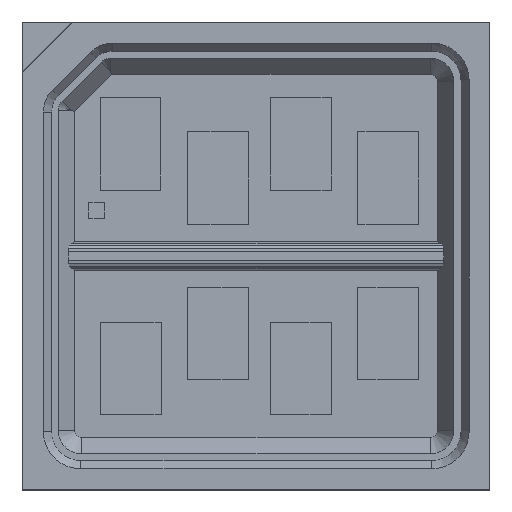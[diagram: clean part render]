
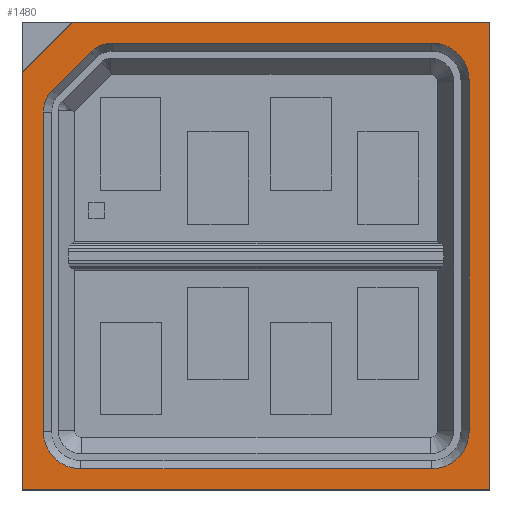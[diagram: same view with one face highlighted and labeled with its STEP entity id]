
A CAD part, top view. The second image highlights one B-rep face of the part: STEP entity #1480.
In plain terms, the highlighted planar face has unit normal (0, 0, 1).
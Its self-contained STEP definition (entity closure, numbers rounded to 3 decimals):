
#1480=ADVANCED_FACE('',(#1827,#1828),#1728,.T.);
#1728=PLANE('',#7788);
#1827=FACE_BOUND('',#2118,.T.);
#1828=FACE_BOUND('',#2119,.T.);
#2118=EDGE_LOOP('',(#5360,#5361,#5362,#5363,#5364));
#2119=EDGE_LOOP('',(#5365,#5366,#5367,#5368,#5369,#5370,#5371,#5372,#5373,
#5374));
#2776=LINE('',#11135,#3556);
#2782=LINE('',#11147,#3562);
#2785=LINE('',#11153,#3565);
#2787=LINE('',#11158,#3567);
#2791=LINE('',#11164,#3571);
#2830=LINE('',#11256,#3610);
#2834=LINE('',#11268,#3614);
#2838=LINE('',#11280,#3618);
#2842=LINE('',#11292,#3622);
#2846=LINE('',#11303,#3626);
#3556=VECTOR('',#9230,1.);
#3562=VECTOR('',#9238,1.);
#3565=VECTOR('',#9243,1.);
#3567=VECTOR('',#9247,1.);
#3571=VECTOR('',#9255,1.);
#3610=VECTOR('',#9334,1.);
#3614=VECTOR('',#9346,1.);
#3618=VECTOR('',#9358,1.);
#3622=VECTOR('',#9370,1.);
#3626=VECTOR('',#9382,1.);
#5360=ORIENTED_EDGE('',*,*,#7010,.T.);
#5361=ORIENTED_EDGE('',*,*,#7001,.F.);
#5362=ORIENTED_EDGE('',*,*,#6995,.F.);
#5363=ORIENTED_EDGE('',*,*,#7004,.F.);
#5364=ORIENTED_EDGE('',*,*,#7006,.F.);
#5365=ORIENTED_EDGE('',*,*,#7053,.T.);
#5366=ORIENTED_EDGE('',*,*,#7080,.T.);
#5367=ORIENTED_EDGE('',*,*,#7077,.T.);
#5368=ORIENTED_EDGE('',*,*,#7074,.T.);
#5369=ORIENTED_EDGE('',*,*,#7071,.T.);
#5370=ORIENTED_EDGE('',*,*,#7068,.T.);
#5371=ORIENTED_EDGE('',*,*,#7065,.T.);
#5372=ORIENTED_EDGE('',*,*,#7062,.T.);
#5373=ORIENTED_EDGE('',*,*,#7059,.T.);
#5374=ORIENTED_EDGE('',*,*,#7056,.T.);
#6125=VERTEX_POINT('',#11134);
#6126=VERTEX_POINT('',#11136);
#6127=VERTEX_POINT('',#11140);
#6132=VERTEX_POINT('',#11152);
#6134=VERTEX_POINT('',#11157);
#6165=VERTEX_POINT('',#11249);
#6166=VERTEX_POINT('',#11251);
#6168=VERTEX_POINT('',#11257);
#6170=VERTEX_POINT('',#11263);
#6172=VERTEX_POINT('',#11269);
#6174=VERTEX_POINT('',#11275);
#6176=VERTEX_POINT('',#11281);
#6178=VERTEX_POINT('',#11287);
#6180=VERTEX_POINT('',#11293);
#6182=VERTEX_POINT('',#11299);
#6995=EDGE_CURVE('',#6125,#6126,#2776,.T.);
#7001=EDGE_CURVE('',#6126,#6127,#2782,.T.);
#7004=EDGE_CURVE('',#6132,#6125,#2785,.T.);
#7006=EDGE_CURVE('',#6134,#6132,#2787,.T.);
#7010=EDGE_CURVE('',#6134,#6127,#2791,.T.);
#7053=EDGE_CURVE('',#6166,#6165,#7350,.T.);
#7056=EDGE_CURVE('',#6168,#6166,#2830,.T.);
#7059=EDGE_CURVE('',#6170,#6168,#7352,.T.);
#7062=EDGE_CURVE('',#6172,#6170,#2834,.T.);
#7065=EDGE_CURVE('',#6174,#6172,#7354,.T.);
#7068=EDGE_CURVE('',#6176,#6174,#2838,.T.);
#7071=EDGE_CURVE('',#6178,#6176,#7356,.T.);
#7074=EDGE_CURVE('',#6180,#6178,#2842,.T.);
#7077=EDGE_CURVE('',#6182,#6180,#7358,.T.);
#7080=EDGE_CURVE('',#6165,#6182,#2846,.T.);
#7350=CIRCLE('',#7768,0.4);
#7352=CIRCLE('',#7772,0.33);
#7354=CIRCLE('',#7776,0.33);
#7356=CIRCLE('',#7780,0.4);
#7358=CIRCLE('',#7784,0.4);
#7768=AXIS2_PLACEMENT_3D('',#11250,#9328,#9329);
#7772=AXIS2_PLACEMENT_3D('',#11262,#9340,#9341);
#7776=AXIS2_PLACEMENT_3D('',#11274,#9352,#9353);
#7780=AXIS2_PLACEMENT_3D('',#11286,#9364,#9365);
#7784=AXIS2_PLACEMENT_3D('',#11298,#9376,#9377);
#7788=AXIS2_PLACEMENT_3D('',#11306,#9387,#9388);
#9230=DIRECTION('',(-1.,0.,0.));
#9238=DIRECTION('',(0.,1.,0.));
#9243=DIRECTION('',(0.,-1.,0.));
#9247=DIRECTION('',(1.,0.,0.));
#9255=DIRECTION('',(-0.707,-0.707,0.));
#9328=DIRECTION('',(0.,0.,-1.));
#9329=DIRECTION('',(0.,-1.,0.));
#9334=DIRECTION('',(1.,0.,0.));
#9340=DIRECTION('',(0.,0.,-1.));
#9341=DIRECTION('',(0.,-1.,0.));
#9346=DIRECTION('',(0.707,0.707,0.));
#9352=DIRECTION('',(0.,0.,-1.));
#9353=DIRECTION('',(0.,-1.,0.));
#9358=DIRECTION('',(0.,1.,0.));
#9364=DIRECTION('',(0.,0.,-1.));
#9365=DIRECTION('',(0.,-1.,0.));
#9370=DIRECTION('',(-1.,0.,0.));
#9376=DIRECTION('',(0.,0.,-1.));
#9377=DIRECTION('',(0.,-1.,0.));
#9382=DIRECTION('',(0.,-1.,0.));
#9387=DIRECTION('',(0.,0.,1.));
#9388=DIRECTION('',(0.,-1.,0.));
#11134=CARTESIAN_POINT('',(135.205,180.351,0.011));
#11135=CARTESIAN_POINT('',(135.205,180.351,0.011));
#11136=CARTESIAN_POINT('',(130.205,180.351,0.011));
#11140=CARTESIAN_POINT('',(130.205,184.811,0.011));
#11147=CARTESIAN_POINT('',(130.205,180.351,0.011));
#11152=CARTESIAN_POINT('',(135.205,185.351,0.011));
#11153=CARTESIAN_POINT('',(135.205,185.351,0.011));
#11157=CARTESIAN_POINT('',(130.745,185.351,0.011));
#11158=CARTESIAN_POINT('',(130.205,185.351,0.011));
#11164=CARTESIAN_POINT('',(130.475,185.081,0.011));
#11249=CARTESIAN_POINT('',(134.983,184.726,0.011));
#11250=CARTESIAN_POINT('',(134.583,184.726,0.011));
#11251=CARTESIAN_POINT('',(134.583,185.126,0.011));
#11256=CARTESIAN_POINT('',(133.644,185.126,0.011));
#11257=CARTESIAN_POINT('',(131.17,185.126,0.011));
#11262=CARTESIAN_POINT('',(131.17,184.796,0.011));
#11263=CARTESIAN_POINT('',(130.937,185.029,0.011));
#11268=CARTESIAN_POINT('',(130.834,184.926,0.011));
#11269=CARTESIAN_POINT('',(130.529,184.622,0.011));
#11274=CARTESIAN_POINT('',(130.763,184.388,0.011));
#11275=CARTESIAN_POINT('',(130.433,184.388,0.011));
#11280=CARTESIAN_POINT('',(130.433,183.619,0.011));
#11281=CARTESIAN_POINT('',(130.433,180.976,0.011));
#11286=CARTESIAN_POINT('',(130.833,180.976,0.011));
#11287=CARTESIAN_POINT('',(130.833,180.576,0.011));
#11292=CARTESIAN_POINT('',(131.769,180.576,0.011));
#11293=CARTESIAN_POINT('',(134.583,180.576,0.011));
#11298=CARTESIAN_POINT('',(134.583,180.976,0.011));
#11299=CARTESIAN_POINT('',(134.983,180.976,0.011));
#11303=CARTESIAN_POINT('',(134.983,181.913,0.011));
#11306=CARTESIAN_POINT('',(132.705,182.851,0.011));
